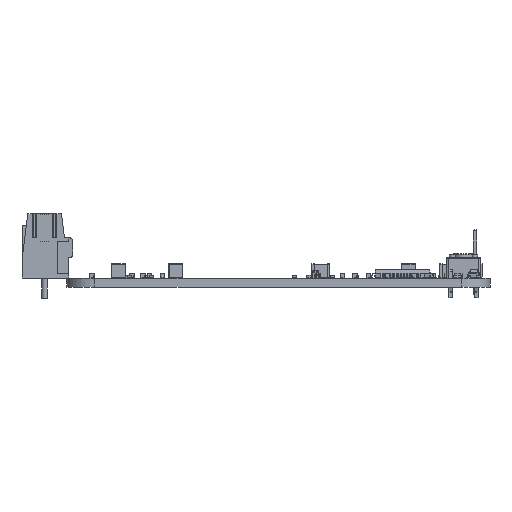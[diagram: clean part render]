
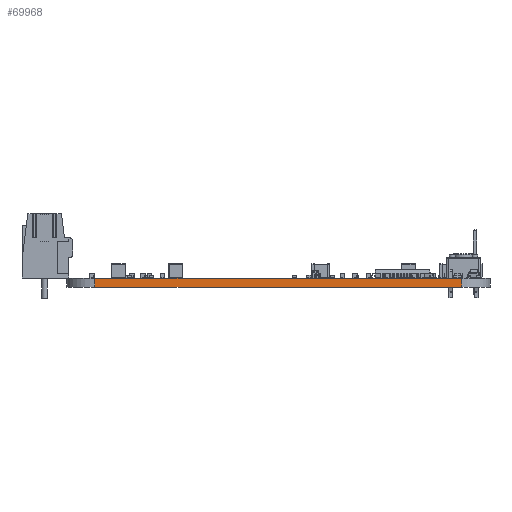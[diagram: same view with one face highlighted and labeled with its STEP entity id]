
A CAD part, left-side view. The second image highlights one B-rep face of the part: STEP entity #69968.
In plain terms, the highlighted planar face has unit normal (-1, 0, 0).
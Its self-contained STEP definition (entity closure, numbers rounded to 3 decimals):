
#68273 = VERTEX_POINT('',#68274);
#68274 = CARTESIAN_POINT('',(137.65,-100.73,0.));
#68281 = EDGE_CURVE('',#68282,#68273,#68284,.T.);
#68282 = VERTEX_POINT('',#68283);
#68283 = CARTESIAN_POINT('',(137.65,-165.73,0.));
#68284 = LINE('',#68285,#68286);
#68285 = CARTESIAN_POINT('',(137.65,-165.73,0.));
#68286 = VECTOR('',#68287,1.);
#68287 = DIRECTION('',(0.,1.,0.));
#69107 = VERTEX_POINT('',#69108);
#69108 = CARTESIAN_POINT('',(137.65,-100.73,1.555));
#69115 = EDGE_CURVE('',#69116,#69107,#69118,.T.);
#69116 = VERTEX_POINT('',#69117);
#69117 = CARTESIAN_POINT('',(137.65,-165.73,1.555));
#69118 = LINE('',#69119,#69120);
#69119 = CARTESIAN_POINT('',(137.65,-165.73,1.555));
#69120 = VECTOR('',#69121,1.);
#69121 = DIRECTION('',(0.,1.,0.));
#69938 = EDGE_CURVE('',#68273,#69107,#69939,.T.);
#69939 = LINE('',#69940,#69941);
#69940 = CARTESIAN_POINT('',(137.65,-100.73,0.));
#69941 = VECTOR('',#69942,1.);
#69942 = DIRECTION('',(0.,0.,1.));
#69968 = ADVANCED_FACE('',(#69969),#69980,.T.);
#69969 = FACE_BOUND('',#69970,.T.);
#69970 = EDGE_LOOP('',(#69971,#69977,#69978,#69979));
#69971 = ORIENTED_EDGE('',*,*,#69972,.T.);
#69972 = EDGE_CURVE('',#68282,#69116,#69973,.T.);
#69973 = LINE('',#69974,#69975);
#69974 = CARTESIAN_POINT('',(137.65,-165.73,0.));
#69975 = VECTOR('',#69976,1.);
#69976 = DIRECTION('',(0.,0.,1.));
#69977 = ORIENTED_EDGE('',*,*,#69115,.T.);
#69978 = ORIENTED_EDGE('',*,*,#69938,.F.);
#69979 = ORIENTED_EDGE('',*,*,#68281,.F.);
#69980 = PLANE('',#69981);
#69981 = AXIS2_PLACEMENT_3D('',#69982,#69983,#69984);
#69982 = CARTESIAN_POINT('',(137.65,-165.73,0.));
#69983 = DIRECTION('',(-1.,0.,0.));
#69984 = DIRECTION('',(0.,1.,0.));
